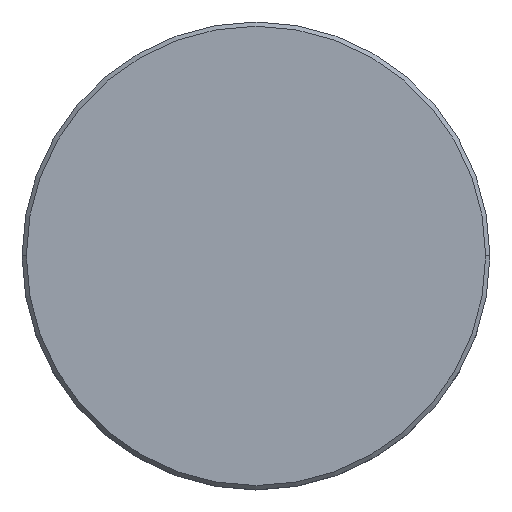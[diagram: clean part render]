
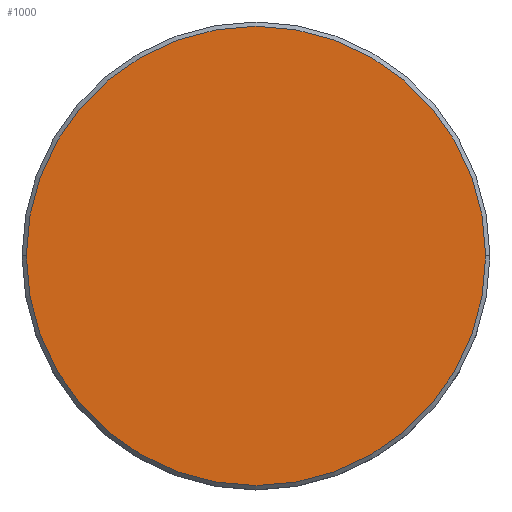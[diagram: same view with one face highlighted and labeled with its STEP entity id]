
A CAD part, top view. The second image highlights one B-rep face of the part: STEP entity #1000.
In plain terms, the highlighted planar face has unit normal (0, 0, 1).
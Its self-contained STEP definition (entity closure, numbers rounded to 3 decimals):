
#10 = DIRECTION ( 'NONE',  ( 1., 0., 0. ) ) ;
#107 = DIRECTION ( 'NONE',  ( 1., 0., 0. ) ) ;
#163 = PLANE ( 'NONE',  #399 ) ;
#180 = CIRCLE ( 'NONE', #620, 27. ) ;
#246 = FACE_OUTER_BOUND ( 'NONE', #1030, .T. ) ;
#285 = DIRECTION ( 'NONE',  ( 0., 0., 1. ) ) ;
#332 = DIRECTION ( 'NONE',  ( 0., 0., 1. ) ) ;
#334 = VERTEX_POINT ( 'NONE', #604 ) ;
#338 = DIRECTION ( 'NONE',  ( 1., 0., 0. ) ) ;
#379 = CIRCLE ( 'NONE', #590, 27. ) ;
#389 = CARTESIAN_POINT ( 'NONE',  ( -27., 0., 0. ) ) ;
#399 = AXIS2_PLACEMENT_3D ( 'NONE', #569, #487, #338 ) ;
#433 = CARTESIAN_POINT ( 'NONE',  ( 0., 0., 0. ) ) ;
#463 = VERTEX_POINT ( 'NONE', #389 ) ;
#487 = DIRECTION ( 'NONE',  ( 0., 0., 1. ) ) ;
#508 = EDGE_CURVE ( 'NONE', #463, #334, #379, .T. ) ;
#569 = CARTESIAN_POINT ( 'NONE',  ( 0., 0., 0. ) ) ;
#590 = AXIS2_PLACEMENT_3D ( 'NONE', #594, #332, #10 ) ;
#594 = CARTESIAN_POINT ( 'NONE',  ( 0., 0., 0. ) ) ;
#604 = CARTESIAN_POINT ( 'NONE',  ( 27., 0., 0. ) ) ;
#620 = AXIS2_PLACEMENT_3D ( 'NONE', #433, #285, #107 ) ;
#649 = EDGE_CURVE ( 'NONE', #334, #463, #180, .T. ) ;
#687 = ORIENTED_EDGE ( 'NONE', *, *, #649, .T. ) ;
#935 = ORIENTED_EDGE ( 'NONE', *, *, #508, .T. ) ;
#1000 = ADVANCED_FACE ( 'NONE', ( #246 ), #163, .T. ) ;
#1030 = EDGE_LOOP ( 'NONE', ( #935, #687 ) ) ;
